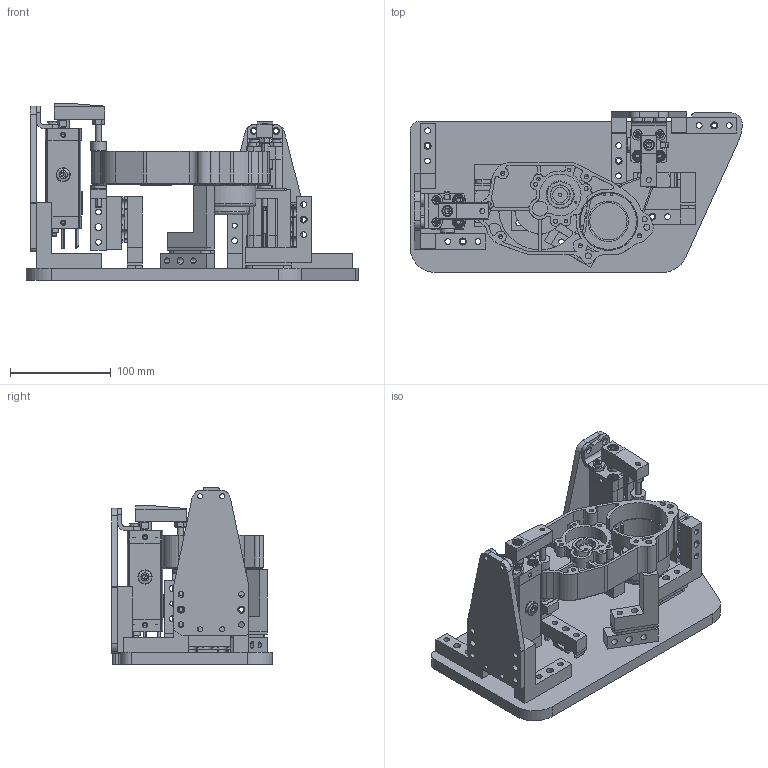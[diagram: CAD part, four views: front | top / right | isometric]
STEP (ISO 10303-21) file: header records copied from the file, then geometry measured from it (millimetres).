
FILE_DESCRIPTION(/* description */ (''),/* implementation_level */ '2;1');
FILE_NAME(/* name */ '____________ STACKPOLE 1 HOUSING BODY_ace3438c.stp',/* time_stamp */ '2023-04-21T08:47:14+02:00',/* author */ (''),/* organization */ (''),/* preprocessor_version */ 'ST-DEVELOPER v16.7',/* originating_system */ 'SIEMENS PLM Software NX 12.0',/* authorisation */ '');
FILE_SCHEMA (('AUTOMOTIVE_DESIGN { 1 0 10303 214 3 1 1 1 }'));
Products named in the file (38): READ-ONLY 535553 CLR-20_25-FS---(S)_091e299e; READ-ONLY DIN 934 - M6(F)_2346f515; READ-ONLY CLR-20_25-FS---(SPS)_359a24ca; READ-ONLY DIN-912 - M6X16(F)_d583cc1b; READ-ONLY 537239 HNA-20---(1)_d04c81b1; READ-ONLY DIN-6912 - M5X20(F)_ddc02eef; READ-ONLY 535440 CLR-20-10-L-P-A---(0_2_0_0)---(ZR)_e58bfce8; READ-ONLY 535440 CLR-20-10-L-P-A---(KS)_f2c37694; READ-ONLY 669849 CLR-20---(FS)_4433f290; READ-ONLY FESTO_ABFRAGE_SMT-8M-A-PS-24V-E-0.3-M8D_c1ccabb1; ____________ LP-STA-POL1-13-10-06MM-01X_f93a29c3; ____________ OPEN_XXX_DEG_172025d9; ____________ LP-STA-POL1-12-10-06MM-01X_23e18cc4; READ-ONLY E002-WINKEL-ANBAUTEN_4fcfc061; READ-ONLY E016-WINKEL-ANBAUTEN_84ca27ac; ____________ OPEN_XXX_DEG_ebada498; ____________ ADAPTERPART__12__1_dd1c23cf; ____________ OPEN_XXX_DEG_af454fc4; ____________ FT-STA-POL1-11-40-01X_6155fc2b; READ-ONLY F016-BEILAGEN-PAKET-45X15X6MM_a6e41126; READ-ONLY E026-WINKEL-BOLZEN_914c5d1f; READ-ONLY E014-WINKEL-ANBAUTEN_76e09fe2; READ-ONLY D062-BOLZEN-FEST-VOLL-06MM_d3b2842c; READ-ONLY C004-STIFTELEMENT_289b6d98; READ-ONLY C003-STIFTELEMENT_36cce567; ____________ ADAPTERPART__11__1_c539668b; ____________ LP-STA-POL1-10-10-12MM-01X_779aa33d; ____________ 01_HOUSING_BODY_02E5AF0C_02e5af0c; ____________ ADAPTERPART__10__1_5c726739; READ-ONLY FESTO_LINEAR-SCHWENKSPANNER_CLR-20-10-L-P-A_066b872a; READ-ONLY FESTO_FUSSBEFESTIGUNG_HNA-20_24985b56; READ-ONLY FESTO_SPANNFINGER_CLR-20_25-FS_3badef3e; READ-ONLY FESTO_LINEAR-SCHWENKSPANNER_CLR-20-10-L-P-A_a35b0794; ____________ BAUGRUPPE__13__1_cd68164d; ____________ BAUGRUPPE__12__1_38f2c7e1; ____________ BAUGRUPPE__11__1_af9e097a; ____________ BAUGRUPPE__10__1_da2dfbe1; ____________ STACKPOLE 1 HOUSING BODY_ace3438c
Assembly tree (55 placements, depth 5):
  ____________ STACKPOLE 1 HOUSING BODY_ace3438c
    ____________ BAUGRUPPE__10__1_da2dfbe1
      ____________ ADAPTERPART__10__1_5c726739
      ____________ 01_HOUSING_BODY_02E5AF0C_02e5af0c
      ____________ LP-STA-POL1-10-10-12MM-01X_779aa33d
    ____________ BAUGRUPPE__11__1_af9e097a
      ____________ ADAPTERPART__11__1_c539668b
      READ-ONLY C003-STIFTELEMENT_36cce567
      READ-ONLY C004-STIFTELEMENT_289b6d98  x2
      READ-ONLY D062-BOLZEN-FEST-VOLL-06MM_d3b2842c  x2
      READ-ONLY E014-WINKEL-ANBAUTEN_76e09fe2  x2
      READ-ONLY E026-WINKEL-BOLZEN_914c5d1f  x2
      READ-ONLY F016-BEILAGEN-PAKET-45X15X6MM_a6e41126  x7
      ____________ FT-STA-POL1-11-40-01X_6155fc2b
      ____________ OPEN_XXX_DEG_af454fc4
    ____________ BAUGRUPPE__12__1_38f2c7e1
      ____________ ADAPTERPART__12__1_dd1c23cf
      ____________ OPEN_XXX_DEG_ebada498
      READ-ONLY FESTO_LINEAR-SCHWENKSPANNER_CLR-20-10-L-P-A_a35b0794
        READ-ONLY FESTO_LINEAR-SCHWENKSPANNER_CLR-20-10-L-P-A_066b872a
          READ-ONLY 669849 CLR-20---(FS)_4433f290
          READ-ONLY 535440 CLR-20-10-L-P-A---(KS)_f2c37694
          READ-ONLY 535440 CLR-20-10-L-P-A---(0_2_0_0)---(ZR)_e58bfce8
        READ-ONLY FESTO_FUSSBEFESTIGUNG_HNA-20_24985b56
          READ-ONLY DIN-6912 - M5X20(F)_ddc02eef  x4
          READ-ONLY 537239 HNA-20---(1)_d04c81b1  x2
        READ-ONLY FESTO_SPANNFINGER_CLR-20_25-FS_3badef3e
          READ-ONLY DIN-912 - M6X16(F)_d583cc1b
          READ-ONLY CLR-20_25-FS---(SPS)_359a24ca
          READ-ONLY DIN 934 - M6(F)_2346f515
          READ-ONLY 535553 CLR-20_25-FS---(S)_091e299e
        READ-ONLY FESTO_ABFRAGE_SMT-8M-A-PS-24V-E-0.3-M8D_c1ccabb1  x2
      READ-ONLY E016-WINKEL-ANBAUTEN_84ca27ac
      READ-ONLY E002-WINKEL-ANBAUTEN_4fcfc061
      ____________ LP-STA-POL1-12-10-06MM-01X_23e18cc4
    ____________ BAUGRUPPE__13__1_cd68164d
      ____________ OPEN_XXX_DEG_172025d9
      READ-ONLY FESTO_LINEAR-SCHWENKSPANNER_CLR-20-10-L-P-A_a35b0794
        READ-ONLY FESTO_LINEAR-SCHWENKSPANNER_CLR-20-10-L-P-A_066b872a
          READ-ONLY 669849 CLR-20---(FS)_4433f290
          READ-ONLY 535440 CLR-20-10-L-P-A---(KS)_f2c37694
          READ-ONLY 535440 CLR-20-10-L-P-A---(0_2_0_0)---(ZR)_e58bfce8
        READ-ONLY FESTO_FUSSBEFESTIGUNG_HNA-20_24985b56
          READ-ONLY DIN-6912 - M5X20(F)_ddc02eef  x4
          READ-ONLY 537239 HNA-20---(1)_d04c81b1  x2
        READ-ONLY FESTO_SPANNFINGER_CLR-20_25-FS_3badef3e
          READ-ONLY DIN-912 - M6X16(F)_d583cc1b
          READ-ONLY CLR-20_25-FS---(SPS)_359a24ca
          READ-ONLY DIN 934 - M6(F)_2346f515
          READ-ONLY 535553 CLR-20_25-FS---(S)_091e299e
        READ-ONLY FESTO_ABFRAGE_SMT-8M-A-PS-24V-E-0.3-M8D_c1ccabb1  x2
      READ-ONLY E016-WINKEL-ANBAUTEN_84ca27ac
      READ-ONLY E002-WINKEL-ANBAUTEN_4fcfc061
      ____________ LP-STA-POL1-13-10-06MM-01X_f93a29c3
Bounding box: 329.7 x 159.34 x 175.7 mm (x, y, z)
Volume: 1290807.6 mm3; surface area: 463125.6 mm2
Topology: 68 solids, 68 shells, 3815 faces, 10152 edges, 6588 vertices
Faces by surface type: plane 2008, cylinder 1328, cone 406, torus 61, bspline 8, sphere 4
Entity records: 61776 total; most frequent: CARTESIAN_POINT 14526, DIRECTION 9828, ORIENTED_EDGE 9700, EDGE_CURVE 4850, AXIS2_PLACEMENT_3D 3666, VERTEX_POINT 3186, LINE 2496, VECTOR 2496
